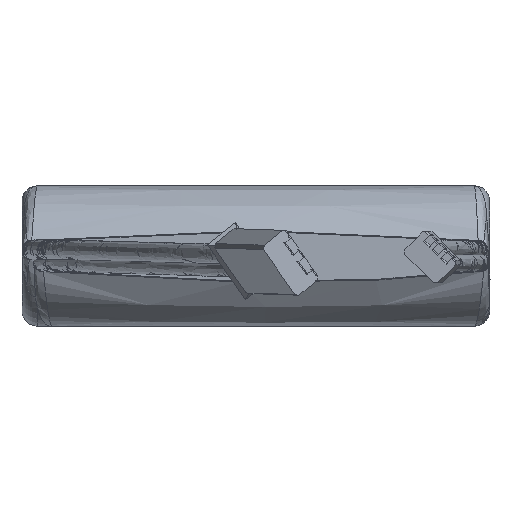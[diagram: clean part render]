
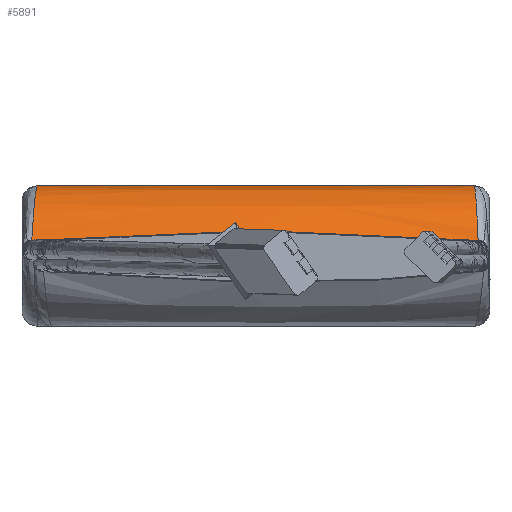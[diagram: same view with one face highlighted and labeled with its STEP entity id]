
A CAD part, left-side view. The second image highlights one B-rep face of the part: STEP entity #5891.
In plain terms, the highlighted free-form (B-spline) face has degree [3, 3] with [4, 4] control points.
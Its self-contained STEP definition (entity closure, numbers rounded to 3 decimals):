
#100 = CARTESIAN_POINT ( 'NONE',  ( -25., -13.975, 9. ) ) ;
#264 = CARTESIAN_POINT ( 'NONE',  ( -27.303, -14.084, 8.999 ) ) ;
#450 = CARTESIAN_POINT ( 'NONE',  ( -27.303, 4.77, 9.271 ) ) ;
#617 = CARTESIAN_POINT ( 'NONE',  ( -30., 14.375, 5.5 ) ) ;
#659 = CARTESIAN_POINT ( 'NONE',  ( -25., -14., 9. ) ) ;
#731 = ORIENTED_EDGE ( 'NONE', *, *, #910, .T. ) ;
#910 = EDGE_CURVE ( 'NONE', #5597, #6143, #1377, .T. ) ;
#937 = ORIENTED_EDGE ( 'NONE', *, *, #1035, .F. ) ;
#973 = CARTESIAN_POINT ( 'NONE',  ( -30., -4.631, 6.385 ) ) ;
#1035 = EDGE_CURVE ( 'NONE', #5597, #6262, #2702, .T. ) ;
#1061 = CARTESIAN_POINT ( 'NONE',  ( -25., 14., 9. ) ) ;
#1094 = CARTESIAN_POINT ( 'NONE',  ( -30., 14.375, 5.5 ) ) ;
#1317 = CARTESIAN_POINT ( 'NONE',  ( -25., 14., 9. ) ) ;
#1377 = B_SPLINE_CURVE_WITH_KNOTS ( 'NONE', 3,
 ( #3647, #4679, #4206, #1094 ),
 .UNSPECIFIED., .F., .F.,
 ( 4, 4 ),
 ( 0., 1. ),
 .UNSPECIFIED. ) ;
#1452 = CARTESIAN_POINT ( 'NONE',  ( -29.329, 14.25, 7.547 ) ) ;
#1476 = CARTESIAN_POINT ( 'NONE',  ( -27.303, -4.655, 9.295 ) ) ;
#1583 = DIRECTION ( 'NONE',  ( 0., -1., 0. ) ) ;
#1791 = CARTESIAN_POINT ( 'NONE',  ( -30., -14.251, 5.498 ) ) ;
#1846 = ORIENTED_EDGE ( 'NONE', *, *, #2637, .F. ) ;
#1998 = CARTESIAN_POINT ( 'NONE',  ( -30., -14.251, 5.498 ) ) ;
#2306 = CARTESIAN_POINT ( 'NONE',  ( -29.329, -14.167, 7.545 ) ) ;
#2489 = CARTESIAN_POINT ( 'NONE',  ( -30., 14.375, 5.5 ) ) ;
#2512 = CARTESIAN_POINT ( 'NONE',  ( -27.303, -14.084, 8.999 ) ) ;
#2637 = EDGE_CURVE ( 'NONE', #6262, #4433, #6040, .T. ) ;
#2702 = LINE ( 'NONE', #1061, #6541 ) ;
#2982 = FACE_OUTER_BOUND ( 'NONE', #3536, .T. ) ;
#3007 = CARTESIAN_POINT ( 'NONE',  ( -25., 14., 9. ) ) ;
#3085 = VECTOR ( 'NONE', #5469, 1000. ) ;
#3450 = EDGE_CURVE ( 'NONE', #6660, #6143, #5662, .T. ) ;
#3528 = CARTESIAN_POINT ( 'NONE',  ( -29.329, 4.874, 8.089 ) ) ;
#3536 = EDGE_LOOP ( 'NONE', ( #5206, #6491, #1846, #937, #731 ) ) ;
#3647 = CARTESIAN_POINT ( 'NONE',  ( -25., 14., 9. ) ) ;
#3690 = CARTESIAN_POINT ( 'NONE',  ( -30., 4.977, 6.313 ) ) ;
#3868 = CARTESIAN_POINT ( 'NONE',  ( -25., -14., 9. ) ) ;
#4067 = CARTESIAN_POINT ( 'NONE',  ( -25., 4.667, 9. ) ) ;
#4172 = CARTESIAN_POINT ( 'NONE',  ( -30., -4.631, 6.385 ) ) ;
#4206 = CARTESIAN_POINT ( 'NONE',  ( -29.329, 14.25, 7.547 ) ) ;
#4433 = VERTEX_POINT ( 'NONE', #659 ) ;
#4588 = CARTESIAN_POINT ( 'NONE',  ( -29.329, -4.643, 8.136 ) ) ;
#4679 = CARTESIAN_POINT ( 'NONE',  ( -27.303, 14.125, 9. ) ) ;
#4739 = EDGE_CURVE ( 'NONE', #6660, #4433, #5586, .T. ) ;
#4977 = B_SPLINE_SURFACE_WITH_KNOTS ( 'NONE', 3, 3, ( 
 ( #2489, #1452, #6154, #3007 ),
 ( #6682, #3528, #450, #4067 ),
 ( #973, #4588, #1476, #5107 ),
 ( #1998, #5643, #2512, #6168 ) ),
 .UNSPECIFIED., .F., .F., .F.,
 ( 4, 4 ),
 ( 4, 4 ),
 ( 0., 1. ),
 ( 0., 1. ),
 .UNSPECIFIED. ) ;
#5107 = CARTESIAN_POINT ( 'NONE',  ( -25., -4.667, 9. ) ) ;
#5170 = CARTESIAN_POINT ( 'NONE',  ( -30., 14.375, 5.5 ) ) ;
#5206 = ORIENTED_EDGE ( 'NONE', *, *, #3450, .F. ) ;
#5245 = CARTESIAN_POINT ( 'NONE',  ( -30., -14.251, 5.498 ) ) ;
#5469 = DIRECTION ( 'NONE',  ( 0., -1., 0. ) ) ;
#5586 = B_SPLINE_CURVE_WITH_KNOTS ( 'NONE', 3,
 ( #1791, #2306, #264, #3868 ),
 .UNSPECIFIED., .F., .F.,
 ( 4, 4 ),
 ( 0., 1. ),
 .UNSPECIFIED. ) ;
#5597 = VERTEX_POINT ( 'NONE', #6346 ) ;
#5643 = CARTESIAN_POINT ( 'NONE',  ( -29.329, -14.167, 7.545 ) ) ;
#5662 = B_SPLINE_CURVE_WITH_KNOTS ( 'NONE', 3,
 ( #5797, #4172, #3690, #617 ),
 .UNSPECIFIED., .F., .F.,
 ( 4, 4 ),
 ( 0., 1. ),
 .UNSPECIFIED. ) ;
#5797 = CARTESIAN_POINT ( 'NONE',  ( -30., -14.251, 5.498 ) ) ;
#5891 = ADVANCED_FACE ( 'NONE', ( #2982 ), #4977, .T. ) ;
#6040 = LINE ( 'NONE', #1317, #3085 ) ;
#6143 = VERTEX_POINT ( 'NONE', #5170 ) ;
#6154 = CARTESIAN_POINT ( 'NONE',  ( -27.303, 14.125, 9. ) ) ;
#6168 = CARTESIAN_POINT ( 'NONE',  ( -25., -14., 9. ) ) ;
#6262 = VERTEX_POINT ( 'NONE', #100 ) ;
#6346 = CARTESIAN_POINT ( 'NONE',  ( -25., 14., 9. ) ) ;
#6491 = ORIENTED_EDGE ( 'NONE', *, *, #4739, .T. ) ;
#6541 = VECTOR ( 'NONE', #1583, 1000. ) ;
#6660 = VERTEX_POINT ( 'NONE', #5245 ) ;
#6682 = CARTESIAN_POINT ( 'NONE',  ( -30., 4.977, 6.313 ) ) ;
